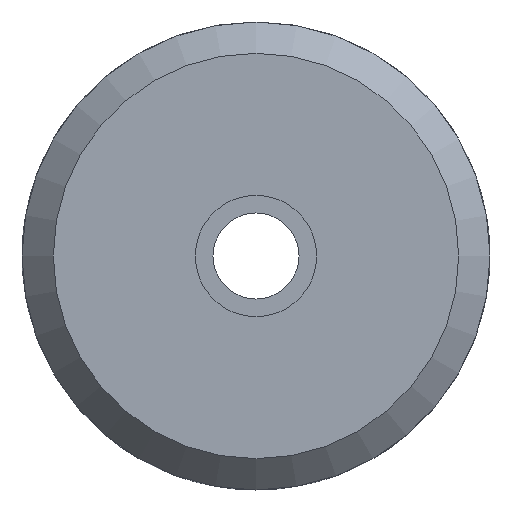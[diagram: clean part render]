
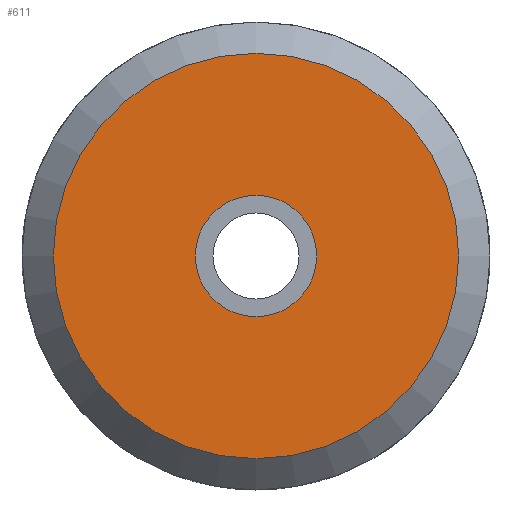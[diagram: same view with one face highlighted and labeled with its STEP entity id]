
A CAD part, left-side view. The second image highlights one B-rep face of the part: STEP entity #611.
In plain terms, the highlighted planar face has unit normal (-1, 0, 0).
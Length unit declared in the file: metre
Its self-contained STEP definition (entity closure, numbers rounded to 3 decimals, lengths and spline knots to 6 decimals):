
#250=ORIENTED_EDGE('',*,*,#363,.T.);
#251=ORIENTED_EDGE('',*,*,#364,.T.);
#363=EDGE_CURVE('',#426,#426,#457,.T.);
#364=EDGE_CURVE('',#427,#427,#458,.T.);
#426=VERTEX_POINT('',#1022);
#427=VERTEX_POINT('',#1024);
#457=CIRCLE('',#678,0.003875);
#458=CIRCLE('',#679,0.01295);
#491=EDGE_LOOP('',(#250));
#492=EDGE_LOOP('',(#251));
#539=FACE_BOUND('',#491,.T.);
#540=FACE_BOUND('',#492,.T.);
#580=PLANE('',#677);
#611=ADVANCED_FACE('',(#539,#540),#580,.T.);
#677=AXIS2_PLACEMENT_3D('',#1020,#830,#831);
#678=AXIS2_PLACEMENT_3D('',#1021,#832,#833);
#679=AXIS2_PLACEMENT_3D('',#1023,#834,#835);
#830=DIRECTION('',(-1.,0.,0.));
#831=DIRECTION('',(0.,0.,1.));
#832=DIRECTION('',(1.,0.,0.));
#833=DIRECTION('',(0.,0.,-1.));
#834=DIRECTION('',(-1.,0.,0.));
#835=DIRECTION('',(0.,0.,1.));
#1020=CARTESIAN_POINT('',(-0.041,0.039401,-0.038511));
#1021=CARTESIAN_POINT('',(-0.041,0.039401,-0.029661));
#1022=CARTESIAN_POINT('',(-0.041,0.039401,-0.033536));
#1023=CARTESIAN_POINT('',(-0.041,0.039401,-0.029661));
#1024=CARTESIAN_POINT('',(-0.041,0.039401,-0.016711));
